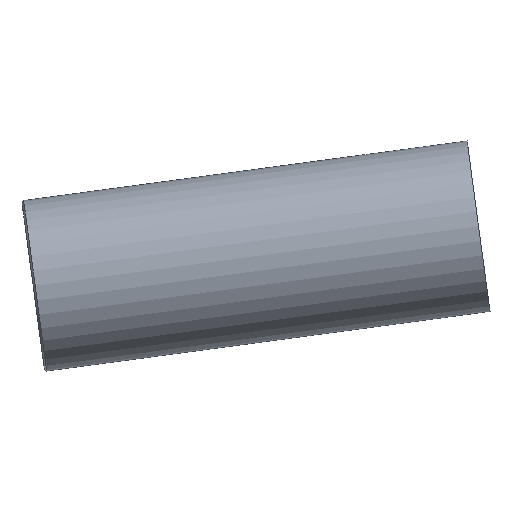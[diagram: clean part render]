
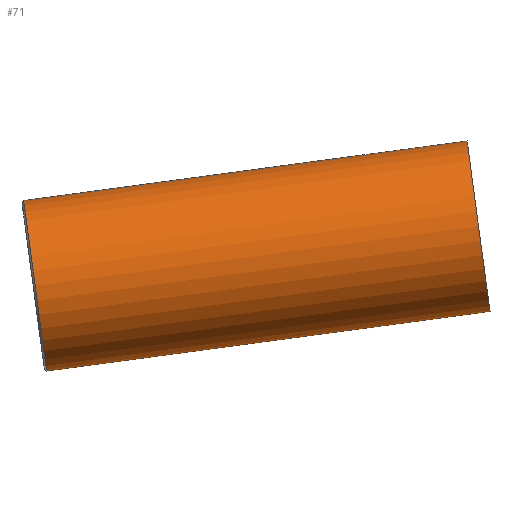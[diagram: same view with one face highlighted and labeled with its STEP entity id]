
A CAD part, left-side view. The second image highlights one B-rep face of the part: STEP entity #71.
In plain terms, the highlighted cylindrical face has radius 17.018 mm (diameter 34.036 mm), a full revolution.
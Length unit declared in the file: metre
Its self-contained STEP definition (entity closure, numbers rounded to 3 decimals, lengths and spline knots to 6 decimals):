
#25=ORIENTED_EDGE('',*,*,#35,.T.);
#26=ORIENTED_EDGE('',*,*,#36,.F.);
#35=EDGE_CURVE('',#40,#40,#45,.T.);
#36=EDGE_CURVE('',#41,#41,#46,.T.);
#40=VERTEX_POINT('',#128);
#41=VERTEX_POINT('',#130);
#45=CIRCLE('',#92,0.017018);
#46=CIRCLE('',#93,0.017018);
#50=EDGE_LOOP('',(#25));
#51=EDGE_LOOP('',(#26));
#60=FACE_BOUND('',#50,.T.);
#61=FACE_BOUND('',#51,.T.);
#69=CYLINDRICAL_SURFACE('',#91,0.017018);
#71=ADVANCED_FACE('',(#60,#61),#69,.T.);
#91=AXIS2_PLACEMENT_3D('',#126,#106,#107);
#92=AXIS2_PLACEMENT_3D('',#127,#108,#109);
#93=AXIS2_PLACEMENT_3D('',#129,#110,#111);
#106=DIRECTION('',(0.,0.991,-0.133));
#107=DIRECTION('',(0.,0.133,0.991));
#108=DIRECTION('',(0.,-0.991,0.133));
#109=DIRECTION('',(0.,-0.133,-0.991));
#110=DIRECTION('',(0.,-0.991,0.133));
#111=DIRECTION('',(0.,-0.133,-0.991));
#126=CARTESIAN_POINT('',(0.,-0.693497,-0.058514));
#127=CARTESIAN_POINT('',(0.,-0.605782,-0.070304));
#128=CARTESIAN_POINT('',(0.,-0.608049,-0.08717));
#129=CARTESIAN_POINT('',(0.,-0.693497,-0.058514));
#130=CARTESIAN_POINT('',(0.,-0.695764,-0.075381));
